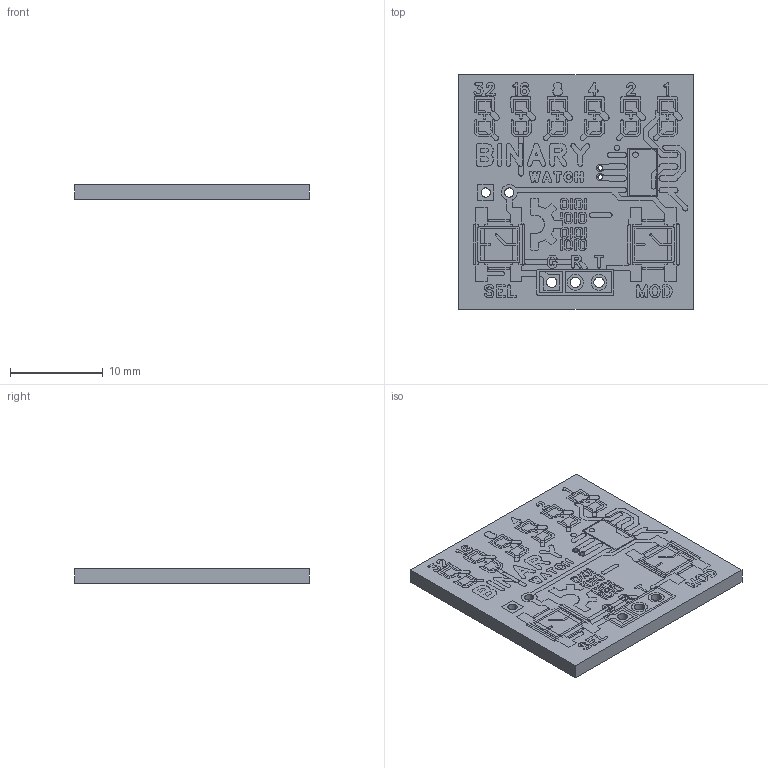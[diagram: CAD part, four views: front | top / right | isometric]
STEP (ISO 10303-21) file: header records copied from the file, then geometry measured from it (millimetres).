
FILE_DESCRIPTION(('Designed by EasyEDA Pro'),'2;1');
FILE_NAME('Open CASCADE Shape Model','2025-03-22T12:43:33',('Author'),( 'Open CASCADE'),'Open CASCADE STEP processor 7.8','Open CASCADE 7.8' ,'Unknown');
FILE_SCHEMA(('AUTOMOTIVE_DESIGN { 1 0 10303 214 1 1 1 1 }'));
Length unit declared in the file: millimetre
Products named in the file (6): PCBModel; TopTrack; BottomTrack; TopSilk; BottomSilk; Board
Assembly tree (5 placements, depth 2):
  PCBModel
    TopTrack
    BottomTrack
    TopSilk
    BottomSilk
    Board
Bounding box: 25.25 x 25.25 x 1.64 mm (x, y, z)
Volume: 1012.2 mm3; surface area: 1820.1 mm2
Topology: 1 solids, 177 shells, 196 faces, 3388 edges, 3370 vertices
Faces by surface type: plane 182, cylinder 14
Entity records: 31688 total; most frequent: CARTESIAN_POINT 6960, DIRECTION 4824, ORIENTED_EDGE 3442, EDGE_CURVE 3388, VERTEX_POINT 3370, LINE 2356, VECTOR 2356, AXIS2_PLACEMENT_3D 1234
